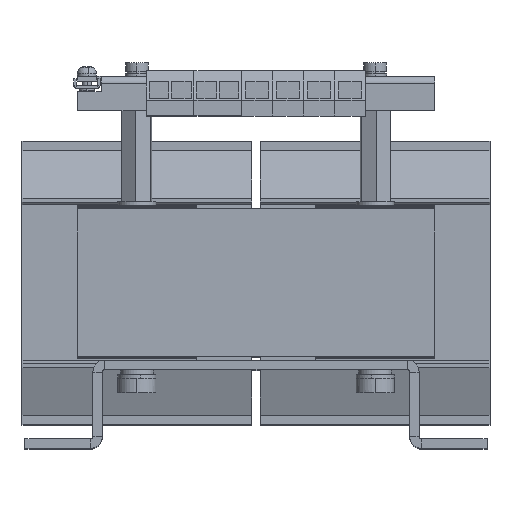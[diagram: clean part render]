
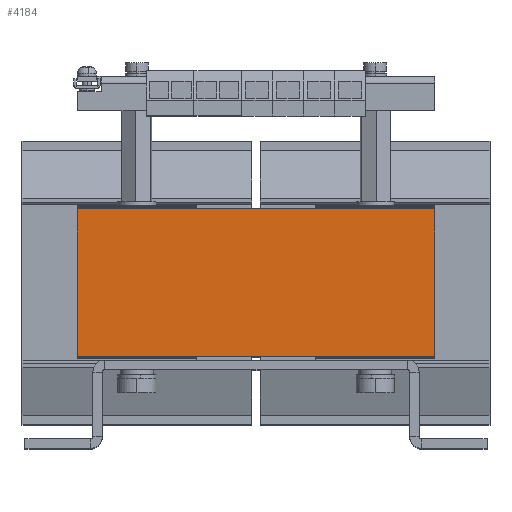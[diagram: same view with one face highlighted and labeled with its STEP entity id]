
A CAD part, top view. The second image highlights one B-rep face of the part: STEP entity #4184.
In plain terms, the highlighted planar face has unit normal (0, 0, 1).
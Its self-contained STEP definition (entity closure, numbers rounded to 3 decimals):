
#1509 = VERTEX_POINT ( 'NONE', #15450 ) ;
#2036 = LINE ( 'NONE', #6638, #9759 ) ;
#2103 = VECTOR ( 'NONE', #5172, 1000. ) ;
#2253 = VERTEX_POINT ( 'NONE', #2802 ) ;
#2518 = ORIENTED_EDGE ( 'NONE', *, *, #13334, .T. ) ;
#2802 = CARTESIAN_POINT ( 'NONE',  ( 75., 31., 125.001 ) ) ;
#3584 = VERTEX_POINT ( 'NONE', #7652 ) ;
#4128 = ORIENTED_EDGE ( 'NONE', *, *, #12953, .F. ) ;
#4184 = ADVANCED_FACE ( 'Defeature ausgef�hrt1_434', ( #6462 ), #6540, .F. ) ;
#4579 = ORIENTED_EDGE ( 'NONE', *, *, #14156, .F. ) ;
#4606 = CARTESIAN_POINT ( 'NONE',  ( -75., -31., 125.001 ) ) ;
#5172 = DIRECTION ( 'NONE',  ( -1., 0., 0. ) ) ;
#5610 = DIRECTION ( 'NONE',  ( 0., 1., 0. ) ) ;
#6462 = FACE_OUTER_BOUND ( 'NONE', #7255, .T. ) ;
#6540 = PLANE ( 'NONE',  #6699 ) ;
#6638 = CARTESIAN_POINT ( 'NONE',  ( -75., -31., 125.001 ) ) ;
#6699 = AXIS2_PLACEMENT_3D ( 'NONE', #9149, #7853, #7690 ) ;
#7255 = EDGE_LOOP ( 'NONE', ( #8384, #4579, #4128, #2518 ) ) ;
#7351 = LINE ( 'NONE', #12772, #15919 ) ;
#7652 = CARTESIAN_POINT ( 'NONE',  ( 75., -31., 125.001 ) ) ;
#7690 = DIRECTION ( 'NONE',  ( 0., 1., 0. ) ) ;
#7842 = CARTESIAN_POINT ( 'NONE',  ( -75., -31., 125.001 ) ) ;
#7853 = DIRECTION ( 'NONE',  ( 0., 0., -1. ) ) ;
#8384 = ORIENTED_EDGE ( 'NONE', *, *, #13406, .T. ) ;
#8785 = DIRECTION ( 'NONE',  ( -1., 0., 0. ) ) ;
#9149 = CARTESIAN_POINT ( 'NONE',  ( -75., -31., 125.001 ) ) ;
#9759 = VECTOR ( 'NONE', #5610, 1000. ) ;
#11169 = CARTESIAN_POINT ( 'NONE',  ( 75., -31., 125.001 ) ) ;
#11240 = LINE ( 'NONE', #7842, #2103 ) ;
#12659 = VECTOR ( 'NONE', #16473, 1000. ) ;
#12772 = CARTESIAN_POINT ( 'NONE',  ( -75., 31., 125.001 ) ) ;
#12869 = LINE ( 'NONE', #11169, #12659 ) ;
#12953 = EDGE_CURVE ( 'Defeature ausgef�hrt1_432+Defeature ausgef�hrt1_434+Defeature ausgef�hrt1_433+Defeature ausgef�hrt1_435', #3584, #15812, #11240, .T. ) ;
#13334 = EDGE_CURVE ( 'Defeature ausgef�hrt1_434+Defeature ausgef�hrt1_433+Defeature ausgef�hrt1_432+Defeature ausgef�hrt1_437', #3584, #2253, #12869, .T. ) ;
#13406 = EDGE_CURVE ( 'Defeature ausgef�hrt1_434+Defeature ausgef�hrt1_437+Defeature ausgef�hrt1_433+Defeature ausgef�hrt1_435', #2253, #1509, #7351, .T. ) ;
#14156 = EDGE_CURVE ( 'Defeature ausgef�hrt1_435+Defeature ausgef�hrt1_434+Defeature ausgef�hrt1_432+Defeature ausgef�hrt1_437', #15812, #1509, #2036, .T. ) ;
#15450 = CARTESIAN_POINT ( 'NONE',  ( -75., 31., 125.001 ) ) ;
#15812 = VERTEX_POINT ( 'NONE', #4606 ) ;
#15919 = VECTOR ( 'NONE', #8785, 1000. ) ;
#16473 = DIRECTION ( 'NONE',  ( 0., 1., 0. ) ) ;
